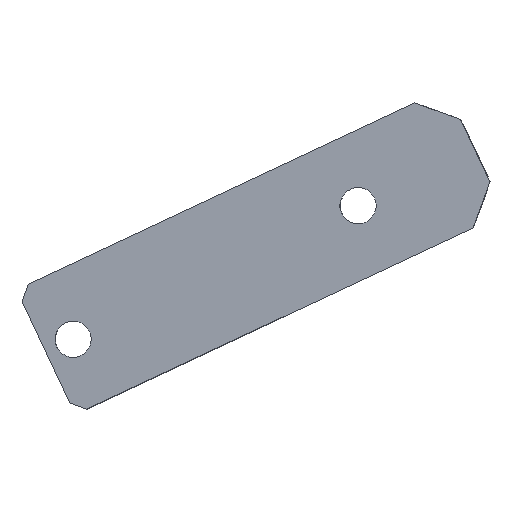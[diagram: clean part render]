
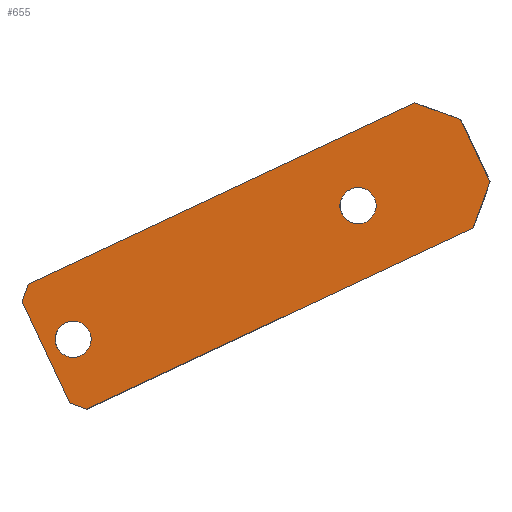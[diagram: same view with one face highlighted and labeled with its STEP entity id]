
A CAD part, front view. The second image highlights one B-rep face of the part: STEP entity #655.
In plain terms, the highlighted face is planar.
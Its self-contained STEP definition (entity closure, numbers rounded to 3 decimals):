
#27=FACE_BOUND('',#106,.T.);
#28=FACE_BOUND('',#107,.T.);
#37=PLANE('',#716);
#71=FACE_OUTER_BOUND('',#105,.T.);
#105=EDGE_LOOP('',(#515,#516,#517,#518,#519,#520,#521,#522));
#106=EDGE_LOOP('',(#523));
#107=EDGE_LOOP('',(#524));
#147=LINE('',#1008,#223);
#153=LINE('',#1020,#229);
#154=LINE('',#1022,#230);
#155=LINE('',#1024,#231);
#156=LINE('',#1026,#232);
#157=LINE('',#1028,#233);
#158=LINE('',#1030,#234);
#159=LINE('',#1031,#235);
#223=VECTOR('',#807,10.);
#229=VECTOR('',#815,10.);
#230=VECTOR('',#816,10.);
#231=VECTOR('',#817,10.);
#232=VECTOR('',#818,10.);
#233=VECTOR('',#819,10.);
#234=VECTOR('',#820,10.);
#235=VECTOR('',#821,10.);
#289=CIRCLE('',#707,2.1);
#293=CIRCLE('',#714,2.1);
#319=VERTEX_POINT('',#983);
#324=VERTEX_POINT('',#1002);
#325=VERTEX_POINT('',#1006);
#326=VERTEX_POINT('',#1007);
#331=VERTEX_POINT('',#1019);
#332=VERTEX_POINT('',#1021);
#333=VERTEX_POINT('',#1023);
#334=VERTEX_POINT('',#1025);
#335=VERTEX_POINT('',#1027);
#336=VERTEX_POINT('',#1029);
#385=EDGE_CURVE('',#319,#319,#289,.T.);
#394=EDGE_CURVE('',#324,#324,#293,.T.);
#395=EDGE_CURVE('',#325,#326,#147,.T.);
#401=EDGE_CURVE('',#325,#331,#153,.T.);
#402=EDGE_CURVE('',#332,#331,#154,.T.);
#403=EDGE_CURVE('',#333,#332,#155,.T.);
#404=EDGE_CURVE('',#334,#333,#156,.T.);
#405=EDGE_CURVE('',#335,#334,#157,.T.);
#406=EDGE_CURVE('',#336,#335,#158,.T.);
#407=EDGE_CURVE('',#326,#336,#159,.T.);
#515=ORIENTED_EDGE('',*,*,#395,.F.);
#516=ORIENTED_EDGE('',*,*,#401,.T.);
#517=ORIENTED_EDGE('',*,*,#402,.F.);
#518=ORIENTED_EDGE('',*,*,#403,.F.);
#519=ORIENTED_EDGE('',*,*,#404,.F.);
#520=ORIENTED_EDGE('',*,*,#405,.F.);
#521=ORIENTED_EDGE('',*,*,#406,.F.);
#522=ORIENTED_EDGE('',*,*,#407,.F.);
#523=ORIENTED_EDGE('',*,*,#385,.T.);
#524=ORIENTED_EDGE('',*,*,#394,.T.);
#655=ADVANCED_FACE('',(#71,#27,#28),#37,.T.);
#707=AXIS2_PLACEMENT_3D('',#985,#785,#786);
#714=AXIS2_PLACEMENT_3D('',#1004,#803,#804);
#716=AXIS2_PLACEMENT_3D('',#1018,#813,#814);
#785=DIRECTION('center_axis',(0.,-1.,0.));
#786=DIRECTION('ref_axis',(0.,0.,-1.));
#803=DIRECTION('center_axis',(0.,-1.,0.));
#804=DIRECTION('ref_axis',(0.,0.,-1.));
#807=DIRECTION('',(0.707,0.,-0.707));
#813=DIRECTION('center_axis',(0.,1.,0.));
#814=DIRECTION('ref_axis',(-1.,0.,0.));
#815=DIRECTION('',(0.,0.,1.));
#816=DIRECTION('',(-0.707,0.,-0.707));
#817=DIRECTION('',(-1.,0.,0.));
#818=DIRECTION('',(-0.707,0.,0.707));
#819=DIRECTION('',(0.,0.,1.));
#820=DIRECTION('',(0.707,0.,0.707));
#821=DIRECTION('',(1.,0.,0.));
#983=CARTESIAN_POINT('',(-33.5,-5.,41.1));
#985=CARTESIAN_POINT('Origin',(-33.5,-5.,39.));
#1002=CARTESIAN_POINT('',(-70.,-5.,41.1));
#1004=CARTESIAN_POINT('Origin',(-70.,-5.,39.));
#1006=CARTESIAN_POINT('',(-85.,-5.,35.));
#1007=CARTESIAN_POINT('',(-81.,-5.,31.));
#1008=CARTESIAN_POINT('',(-71.25,-5.,21.25));
#1018=CARTESIAN_POINT('Origin',(-30.,-5.,39.));
#1019=CARTESIAN_POINT('',(-85.,-5.,43.));
#1020=CARTESIAN_POINT('',(-85.,-5.,39.));
#1021=CARTESIAN_POINT('',(-81.,-5.,47.));
#1022=CARTESIAN_POINT('',(-71.25,-5.,56.75));
#1023=CARTESIAN_POINT('',(-31.5,-5.,47.));
#1024=CARTESIAN_POINT('',(-85.,-5.,47.));
#1025=CARTESIAN_POINT('',(-30.,-5.,45.5));
#1026=CARTESIAN_POINT('',(-28.75,-5.,44.25));
#1027=CARTESIAN_POINT('',(-30.,-5.,32.5));
#1028=CARTESIAN_POINT('',(-30.,-5.,39.));
#1029=CARTESIAN_POINT('',(-31.5,-5.,31.));
#1030=CARTESIAN_POINT('',(-28.75,-5.,33.75));
#1031=CARTESIAN_POINT('',(-85.,-5.,31.));
